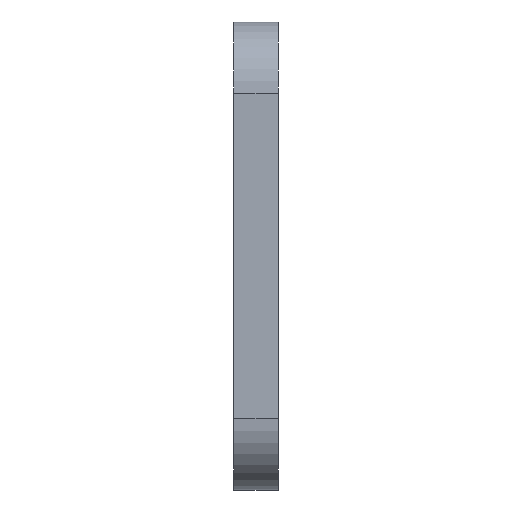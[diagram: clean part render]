
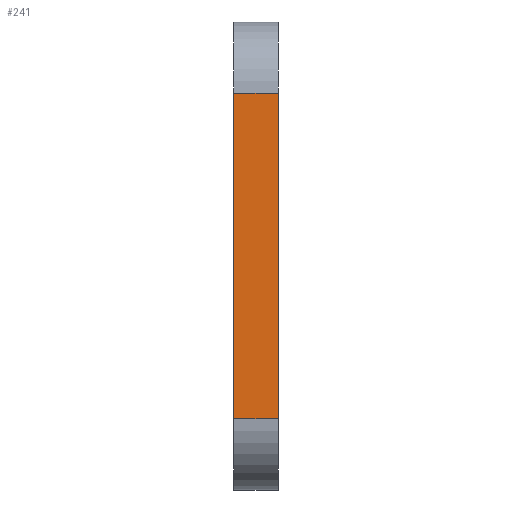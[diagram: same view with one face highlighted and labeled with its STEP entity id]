
A CAD part, left-side view. The second image highlights one B-rep face of the part: STEP entity #241.
In plain terms, the highlighted planar face has unit normal (-1, 0, 0).
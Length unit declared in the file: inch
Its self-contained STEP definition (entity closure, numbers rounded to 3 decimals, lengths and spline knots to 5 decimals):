
#7 = DIRECTION ( 'NONE',  ( 0., -1., 0. ) ) ;
#15 = VECTOR ( 'NONE', #7, 39.37008 ) ;
#40 = VECTOR ( 'NONE', #766, 39.37008 ) ;
#63 = CARTESIAN_POINT ( 'NONE',  ( -1.25, 0.125, -0.72 ) ) ;
#93 = FACE_OUTER_BOUND ( 'NONE', #375, .T. ) ;
#131 = DIRECTION ( 'NONE',  ( 0., 0., 1. ) ) ;
#190 = EDGE_CURVE ( 'NONE', #1009, #536, #1455, .T. ) ;
#194 = CARTESIAN_POINT ( 'NONE',  ( -1.25, 0.125, -0.52 ) ) ;
#208 = CARTESIAN_POINT ( 'NONE',  ( -1.25, 0.125, -0.72 ) ) ;
#235 = AXIS2_PLACEMENT_3D ( 'NONE', #63, #540, #880 ) ;
#240 = LINE ( 'NONE', #1247, #15 ) ;
#241 = ADVANCED_FACE ( 'NONE', ( #93 ), #549, .F. ) ;
#272 = VECTOR ( 'NONE', #131, 39.37008 ) ;
#291 = VERTEX_POINT ( 'NONE', #1456 ) ;
#317 = DIRECTION ( 'NONE',  ( 0., 0., 1. ) ) ;
#375 = EDGE_LOOP ( 'NONE', ( #1317, #1233, #672, #691 ) ) ;
#536 = VERTEX_POINT ( 'NONE', #595 ) ;
#540 = DIRECTION ( 'NONE',  ( 1., 0., 0. ) ) ;
#549 = PLANE ( 'NONE',  #235 ) ;
#595 = CARTESIAN_POINT ( 'NONE',  ( -1.25, 0.125, 0.395 ) ) ;
#672 = ORIENTED_EDGE ( 'NONE', *, *, #721, .F. ) ;
#691 = ORIENTED_EDGE ( 'NONE', *, *, #894, .T. ) ;
#711 = VERTEX_POINT ( 'NONE', #194 ) ;
#721 = EDGE_CURVE ( 'NONE', #711, #536, #1345, .T. ) ;
#766 = DIRECTION ( 'NONE',  ( 0., 1., 0. ) ) ;
#820 = LINE ( 'NONE', #1155, #272 ) ;
#880 = DIRECTION ( 'NONE',  ( 0., 0., -1. ) ) ;
#894 = EDGE_CURVE ( 'NONE', #711, #291, #240, .T. ) ;
#955 = CARTESIAN_POINT ( 'NONE',  ( -1.25, 0., 0.395 ) ) ;
#1009 = VERTEX_POINT ( 'NONE', #955 ) ;
#1155 = CARTESIAN_POINT ( 'NONE',  ( -1.25, 0., -0.72 ) ) ;
#1233 = ORIENTED_EDGE ( 'NONE', *, *, #190, .T. ) ;
#1247 = CARTESIAN_POINT ( 'NONE',  ( -1.25, 0.125, -0.52 ) ) ;
#1248 = VECTOR ( 'NONE', #317, 39.37008 ) ;
#1317 = ORIENTED_EDGE ( 'NONE', *, *, #1481, .T. ) ;
#1337 = CARTESIAN_POINT ( 'NONE',  ( -1.25, 0.125, 0.395 ) ) ;
#1345 = LINE ( 'NONE', #208, #1248 ) ;
#1455 = LINE ( 'NONE', #1337, #40 ) ;
#1456 = CARTESIAN_POINT ( 'NONE',  ( -1.25, 0., -0.52 ) ) ;
#1481 = EDGE_CURVE ( 'NONE', #291, #1009, #820, .T. ) ;
